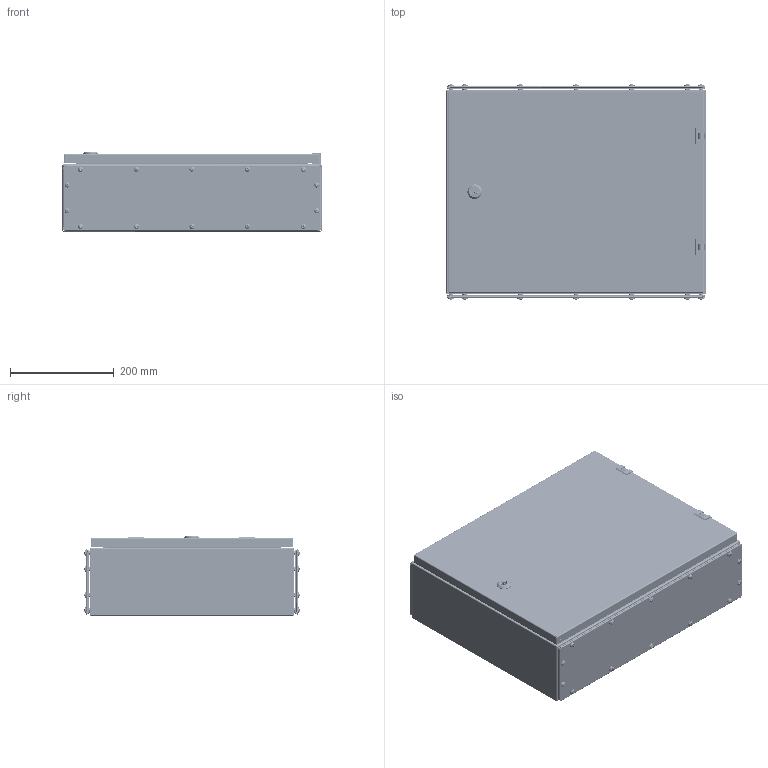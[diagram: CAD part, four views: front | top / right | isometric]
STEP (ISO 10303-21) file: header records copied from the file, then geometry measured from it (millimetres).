
FILE_DESCRIPTION (( 'STEP AP214' ), '1' );
FILE_NAME ('10.050.040.15.STEP', '2024-05-28T07:59:49', ( '' ), ( '' ), 'SwSTEP 2.0', 'SolidWorks 2021', '' );
FILE_SCHEMA (( 'AUTOMOTIVE_DESIGN' ));
Length unit declared in the file: millimetre
Products named in the file (25): Ãàñêåòèíã äâåðè W500H400; Øïèëüêà ïðèâàðíàÿ Ì6õ20; SW6X8.stp; Êàðêàñ øêàôà W500H400D150; 8SJ_MS705_0010.stp; Øïèëüêà ïðèâàðíàÿ Ì6õ10; Ïåðåìû÷êà êàðêàñà W500; Çàêëåïêà ðåçüáîâàÿ Ì8 øåñòèãðàííàÿ ñ óìåíüøåííûì áîðòîì; 8SJ_MS705_0760.stp; Øïèëüêà ïðèâàðíàÿ Ì6õ15; 8SJ_MS705_0510.stp; 嵑謺麃 檐; Ïðîêëàäêà êðûøêè W500D150; 8SJ_S1B_0001.stp; ﾇ瑟鶴 ﾀﾑ ms1000-3M.stp; Âèíò DIN 967 Ì5õ16 ñ ïîëóêðóãëîé ãîëîâêîé ñ êðåñòîîáðàçíûì øëèöåì; ﾄ粢 ﾑﾁ W500H400; Ðåéêà H400; 署赅 W500D150; Áîëò Ì6õ10 ñ øåñòèãðàííîé ãîëîâêîé ñ ïðåññøàéáîé; Êîðïóñ øêàôà W500H400D150; Äâåðíîå ïîëîòíî W500H400; 10.050.040.15; Çàêëåïêà ðåçüáîâàÿ Ì5 øåñòèãðàííàÿ ñ óìåíüøåííûì áîðòîì; 8SJ_MS705-1_0040.stp
Assembly tree (94 placements, depth 4):
  10.050.040.15
    Êàðêàñ øêàôà W500H400D150
      Êîðïóñ øêàôà W500H400D150
      Ïåðåìû÷êà êàðêàñà W500  x2
      Øïèëüêà ïðèâàðíàÿ Ì6õ15  x4
      Øïèëüêà ïðèâàðíàÿ Ì6õ20  x4
    署赅 W500D150  x2
    Ïðîêëàäêà êðûøêè W500D150  x2
    ﾄ粢 ﾑﾁ W500H400
      Äâåðíîå ïîëîòíî W500H400
      Ðåéêà H400  x2
      Ãàñêåòèíã äâåðè W500H400
      Øïèëüêà ïðèâàðíàÿ Ì6õ10  x2
      ﾇ瑟鶴 ﾀﾑ ms1000-3M.stp
        8SJ_MS705_0010.stp
        8SJ_MS705_0510.stp
        8SJ_MS705_0760.stp
        8SJ_S1B_0001.stp
        8SJ_MS705-1_0040.stp
        SW6X8.stp
    嵑謺麃 檐  x2
    Áîëò Ì6õ10 ñ øåñòèãðàííîé ãîëîâêîé ñ ïðåññøàéáîé  x2
    Çàêëåïêà ðåçüáîâàÿ Ì5 øåñòèãðàííàÿ ñ óìåíüøåííûì áîðòîì  x28
    Âèíò DIN 967 Ì5õ16 ñ ïîëóêðóãëîé ãîëîâêîé ñ êðåñòîîáðàçíûì øëèöåì  x28
    Çàêëåïêà ðåçüáîâàÿ Ì8 øåñòèãðàííàÿ ñ óìåíüøåííûì áîðòîì  x4
Bounding box: 500 x 415.17 x 154.65 mm (x, y, z)
Volume: 1082986.9 mm3; surface area: 1825630.6 mm2
Topology: 92 solids, 98 shells, 5428 faces, 13720 edges, 8561 vertices
Faces by surface type: plane 2413, cylinder 1988, bspline 440, cone 266, torus 209, sphere 112
Entity records: 83736 total; most frequent: CARTESIAN_POINT 41940, ORIENTED_EDGE 8962, DIRECTION 7495, EDGE_CURVE 4487, VERTEX_POINT 2773, AXIS2_PLACEMENT_3D 2526, VECTOR 2443, LINE 2443
